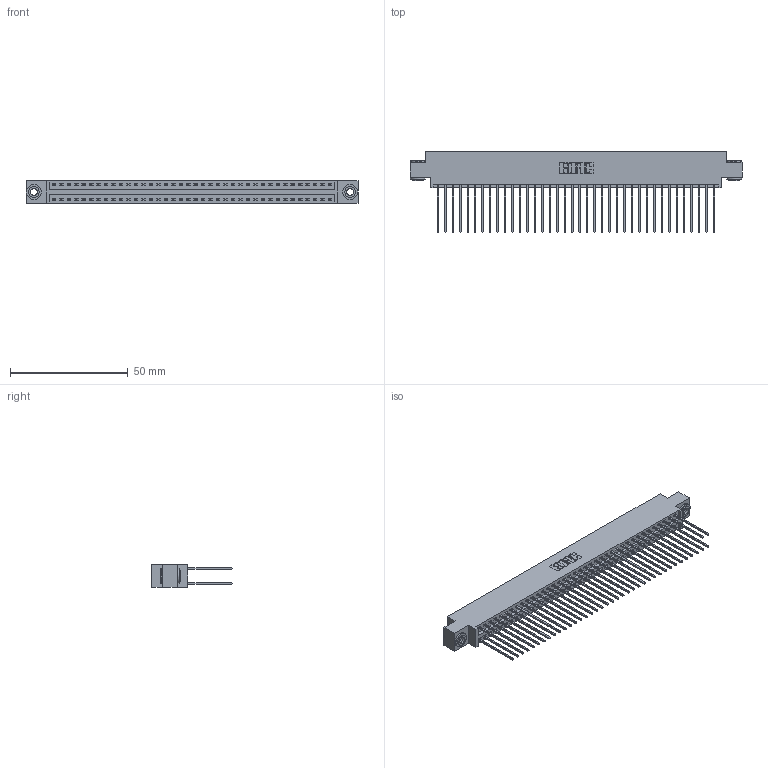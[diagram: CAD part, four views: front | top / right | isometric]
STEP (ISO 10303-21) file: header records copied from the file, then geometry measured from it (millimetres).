
FILE_DESCRIPTION (( 'STEP AP203' ), '1' );
FILE_NAME ('346-076-541-803.STEP', '2018-08-29T04:16:47', ( '' ), ( '' ), 'SwSTEP 2.0', 'SolidWorks 2016', '' );
FILE_SCHEMA (( 'CONFIG_CONTROL_DESIGN' ));
Length unit declared in the file: inch
Products named in the file (4): 345-250-002_345-250-002-102; 346-076-541-803; 346 Part_0.170 Offset - 0.156 Dia-TH; 345-292-001_345-293-141
Assembly tree (79 placements, depth 2):
  346-076-541-803
    346 Part_0.170 Offset - 0.156 Dia-TH
    345-292-001_345-293-141  x76
    345-250-002_345-250-002-102  x2
Bounding box: 141.22 x 34.29 x 9.4 mm (x, y, z)
Volume: 14040.8 mm3; surface area: 21722.1 mm2
Topology: 79 solids, 79 shells, 4116 faces, 12197 edges, 8026 vertices
Faces by surface type: plane 2750, cylinder 1358, cone 8
Entity records: 26138 total; most frequent: CARTESIAN_POINT 4291, ORIENTED_EDGE 4218, DIRECTION 3863, EDGE_CURVE 2109, VECTOR 1801, LINE 1801, VERTEX_POINT 1402, AXIS2_PLACEMENT_3D 1031
